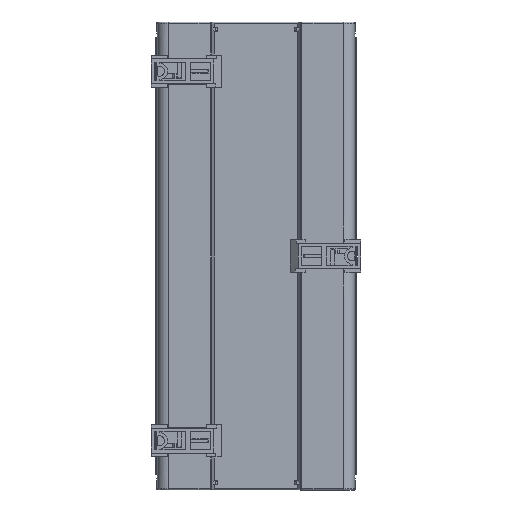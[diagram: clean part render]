
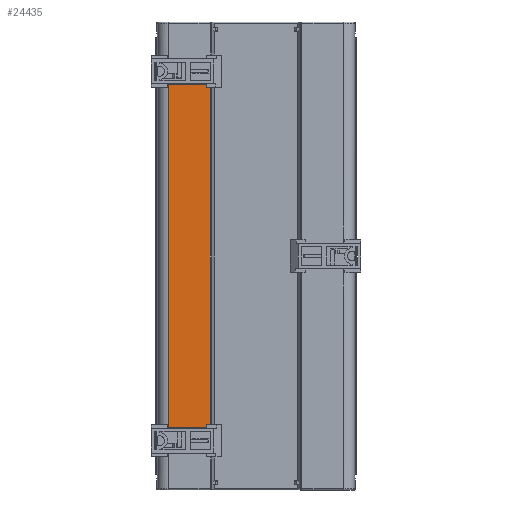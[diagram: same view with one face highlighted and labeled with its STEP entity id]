
A CAD part, front view. The second image highlights one B-rep face of the part: STEP entity #24435.
In plain terms, the highlighted face is planar.
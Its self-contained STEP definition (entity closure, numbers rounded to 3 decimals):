
#1326 = LINE ( 'NONE', #17569, #42790 ) ;
#1867 = DIRECTION ( 'NONE',  ( 0., 1., 0. ) ) ;
#2707 = ORIENTED_EDGE ( 'NONE', *, *, #8579, .T. ) ;
#2825 = CARTESIAN_POINT ( 'NONE',  ( -22.34, 76.25, 0. ) ) ;
#6136 = ORIENTED_EDGE ( 'NONE', *, *, #36494, .F. ) ;
#7772 = DIRECTION ( 'NONE',  ( 0., 0., 1. ) ) ;
#8579 = EDGE_CURVE ( 'NONE', #35758, #43051, #1326, .T. ) ;
#9202 = VERTEX_POINT ( 'NONE', #18924 ) ;
#9244 = LINE ( 'NONE', #50969, #44226 ) ;
#10384 = EDGE_CURVE ( 'NONE', #18475, #26541, #32854, .T. ) ;
#11821 = VECTOR ( 'NONE', #30927, 1000. ) ;
#12703 = LINE ( 'NONE', #34602, #52857 ) ;
#12943 = CARTESIAN_POINT ( 'NONE',  ( -22.34, 77.75, 0. ) ) ;
#13057 = EDGE_CURVE ( 'NONE', #19322, #26541, #47513, .T. ) ;
#13601 = EDGE_CURVE ( 'NONE', #19322, #14400, #33766, .T. ) ;
#14029 = CARTESIAN_POINT ( 'NONE',  ( -39.607, -77.75, 0. ) ) ;
#14320 = DIRECTION ( 'NONE',  ( 0., 1., 0. ) ) ;
#14400 = VERTEX_POINT ( 'NONE', #2825 ) ;
#15258 = ORIENTED_EDGE ( 'NONE', *, *, #49444, .T. ) ;
#15394 = VECTOR ( 'NONE', #49843, 1000. ) ;
#15438 = PLANE ( 'NONE',  #46209 ) ;
#17233 = ORIENTED_EDGE ( 'NONE', *, *, #13601, .F. ) ;
#17372 = ORIENTED_EDGE ( 'NONE', *, *, #18803, .F. ) ;
#17569 = CARTESIAN_POINT ( 'NONE',  ( -54., 77.75, 0. ) ) ;
#18475 = VERTEX_POINT ( 'NONE', #45338 ) ;
#18741 = EDGE_CURVE ( 'NONE', #14400, #43051, #30173, .T. ) ;
#18803 = EDGE_CURVE ( 'NONE', #26173, #9202, #12703, .T. ) ;
#18924 = CARTESIAN_POINT ( 'NONE',  ( -22.34, -77.75, 0. ) ) ;
#19322 = VERTEX_POINT ( 'NONE', #46150 ) ;
#19600 = FACE_OUTER_BOUND ( 'NONE', #25933, .T. ) ;
#22250 = ORIENTED_EDGE ( 'NONE', *, *, #10384, .F. ) ;
#22480 = CARTESIAN_POINT ( 'NONE',  ( -22.34, -77.75, 0. ) ) ;
#22487 = VECTOR ( 'NONE', #1867, 1000. ) ;
#22654 = CARTESIAN_POINT ( 'NONE',  ( -22.34, 76.25, 0. ) ) ;
#24435 = ADVANCED_FACE ( 'NONE', ( #19600 ), #15438, .F. ) ;
#24780 = ORIENTED_EDGE ( 'NONE', *, *, #18741, .F. ) ;
#24906 = CARTESIAN_POINT ( 'NONE',  ( -39.607, 77.75, 0. ) ) ;
#25933 = EDGE_LOOP ( 'NONE', ( #17233, #39091, #22250, #6136, #17372, #15258, #2707, #24780 ) ) ;
#26173 = VERTEX_POINT ( 'NONE', #14029 ) ;
#26541 = VERTEX_POINT ( 'NONE', #34022 ) ;
#30100 = DIRECTION ( 'NONE',  ( 1., 0., 0. ) ) ;
#30173 = LINE ( 'NONE', #34425, #22487 ) ;
#30373 = DIRECTION ( 'NONE',  ( 1., 0., 0. ) ) ;
#30927 = DIRECTION ( 'NONE',  ( -1., 0., 0. ) ) ;
#32854 = LINE ( 'NONE', #52421, #15394 ) ;
#33766 = LINE ( 'NONE', #22654, #11821 ) ;
#34022 = CARTESIAN_POINT ( 'NONE',  ( -20.724, -76.25, 0. ) ) ;
#34425 = CARTESIAN_POINT ( 'NONE',  ( -22.34, 77.75, 0. ) ) ;
#34602 = CARTESIAN_POINT ( 'NONE',  ( -54., -77.75, 0. ) ) ;
#35167 = DIRECTION ( 'NONE',  ( 0., 1., 0. ) ) ;
#35758 = VERTEX_POINT ( 'NONE', #24906 ) ;
#35987 = LINE ( 'NONE', #22480, #43808 ) ;
#36494 = EDGE_CURVE ( 'NONE', #9202, #18475, #35987, .T. ) ;
#36718 = DIRECTION ( 'NONE',  ( 1., 0., 0. ) ) ;
#39091 = ORIENTED_EDGE ( 'NONE', *, *, #13057, .T. ) ;
#39658 = VECTOR ( 'NONE', #52178, 1000. ) ;
#42790 = VECTOR ( 'NONE', #30373, 1000. ) ;
#43051 = VERTEX_POINT ( 'NONE', #12943 ) ;
#43808 = VECTOR ( 'NONE', #14320, 1000. ) ;
#44226 = VECTOR ( 'NONE', #35167, 1000. ) ;
#44866 = CARTESIAN_POINT ( 'NONE',  ( 0., 0., 0. ) ) ;
#45338 = CARTESIAN_POINT ( 'NONE',  ( -22.34, -76.25, 0. ) ) ;
#46150 = CARTESIAN_POINT ( 'NONE',  ( -20.724, 76.25, 0. ) ) ;
#46209 = AXIS2_PLACEMENT_3D ( 'NONE', #44866, #7772, #36718 ) ;
#47513 = LINE ( 'NONE', #52007, #39658 ) ;
#49444 = EDGE_CURVE ( 'NONE', #26173, #35758, #9244, .T. ) ;
#49843 = DIRECTION ( 'NONE',  ( 1., 0., 0. ) ) ;
#50969 = CARTESIAN_POINT ( 'NONE',  ( -39.607, 0., 0. ) ) ;
#52007 = CARTESIAN_POINT ( 'NONE',  ( -20.724, 0., 0. ) ) ;
#52178 = DIRECTION ( 'NONE',  ( 0., -1., 0. ) ) ;
#52421 = CARTESIAN_POINT ( 'NONE',  ( -22.34, -76.25, 0. ) ) ;
#52857 = VECTOR ( 'NONE', #30100, 1000. ) ;
